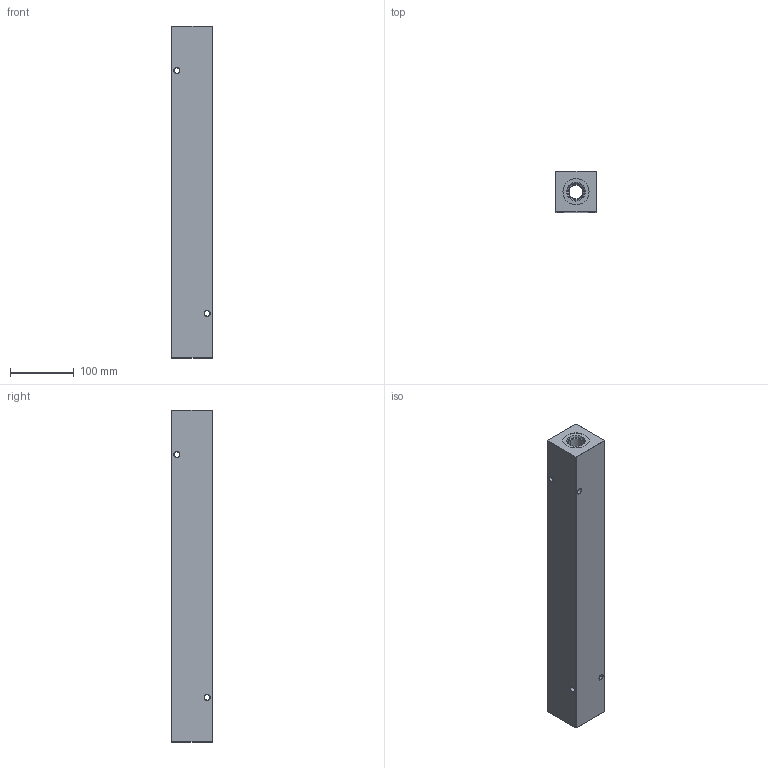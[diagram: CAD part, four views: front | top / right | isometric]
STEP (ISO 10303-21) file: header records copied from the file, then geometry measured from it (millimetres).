
FILE_DESCRIPTION (( 'STEP AP203' ), '1' );
FILE_NAME ('HM-8-0-S-12-8.STEP', '2020-10-23T19:56:05', ( '' ), ( '' ), 'SwSTEP 2.0', 'SolidWorks 2019', '' );
FILE_SCHEMA (( 'CONFIG_CONTROL_DESIGN' ));
Length unit declared in the file: inch
Products named in the file (1): HM-8-0-S-12-8
Bounding box: 63.5 x 63.5 x 520.7 mm (x, y, z)
Volume: 1831479.7 mm3; surface area: 187717.2 mm2
Topology: 1 solids, 1 shells, 593 faces, 1503 edges, 956 vertices
Faces by surface type: plane 235, bspline 208, cone 76, cylinder 74
Entity records: 28474 total; most frequent: CARTESIAN_POINT 15469, ORIENTED_EDGE 3006, DIRECTION 2009, EDGE_CURVE 1503, VERTEX_POINT 956, LINE 873, VECTOR 873, EDGE_LOOP 667
